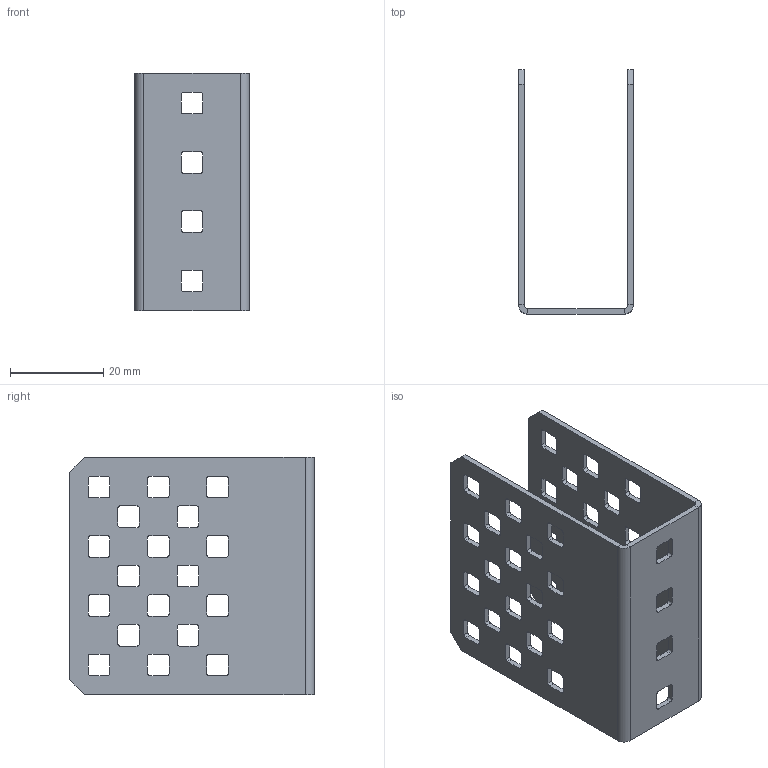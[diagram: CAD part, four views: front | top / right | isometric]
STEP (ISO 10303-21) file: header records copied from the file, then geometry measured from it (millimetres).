
FILE_DESCRIPTION(/* description */ (''),/* implementation_level */ '2;1');
FILE_NAME(/* name */ 'Rack Gearbox Bracket.ipt.step',/* time_stamp */ '2020-04-16T23:04:09-04:00',/* author */ ('Jordan'),/* organization */ (''),/* preprocessor_version */ 'ST-DEVELOPER v17',/* originating_system */ 'Autodesk Inventor 2019',/* authorisation */ '');
FILE_SCHEMA (('AUTOMOTIVE_DESIGN { 1 0 10303 214 3 1 1 }'));
Length unit declared in the file: inch
Products named in the file (1): Rack Gearbox Bracket
Bounding box: 24.56 x 52.4 x 50.8 mm (x, y, z)
Volume: 6456.4 mm3; surface area: 12279.2 mm2
Topology: 1 solids, 1 shells, 346 faces, 1407 edges, 1414 vertices
Faces by surface type: plane 182, cylinder 164
Entity records: 14184 total; most frequent: CARTESIAN_POINT 2937, DIRECTION 2438, ORIENTED_EDGE 2032, EDGE_CURVE 1016, AXIS2_PLACEMENT_3D 875, LINE 688, VECTOR 688, VERTEX_POINT 672
